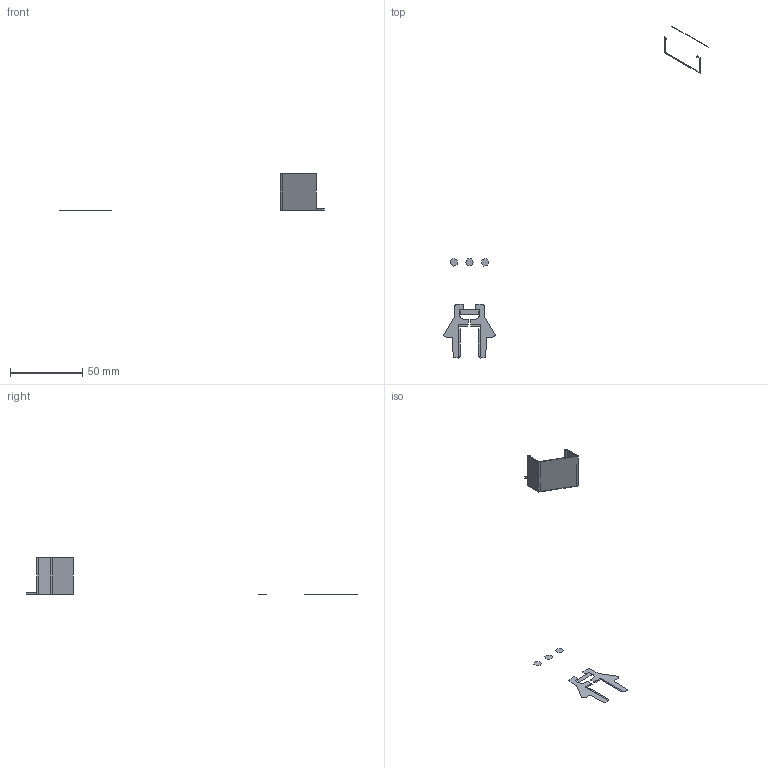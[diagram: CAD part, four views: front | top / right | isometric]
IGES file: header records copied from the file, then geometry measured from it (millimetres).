
Global section: file name: 4SDRCH.igs; native system: AutoCAD-14.01 (Microsoft Windows NT Version 4.0 (x86)); preprocessor: Autodesk IGES Translator R14.01 (Mar 27 1998) from Autodesk, Inc.; date: 010717.152828; units: inch
Bounding box: 182.92 x 229.54 x 25.4 mm (x, y, z)
Surface area: 3477.3 mm2 (no closed solid volume)
Topology: 0 solids, 0 shells, 43 faces, 841 edges, 1374 vertices
Faces by surface type: extrusion 33, bspline 10
